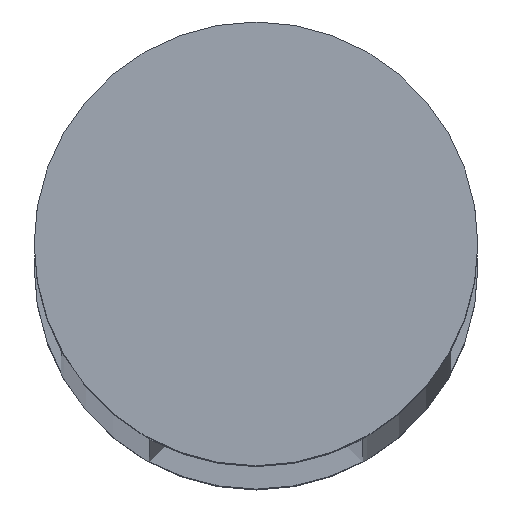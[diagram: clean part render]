
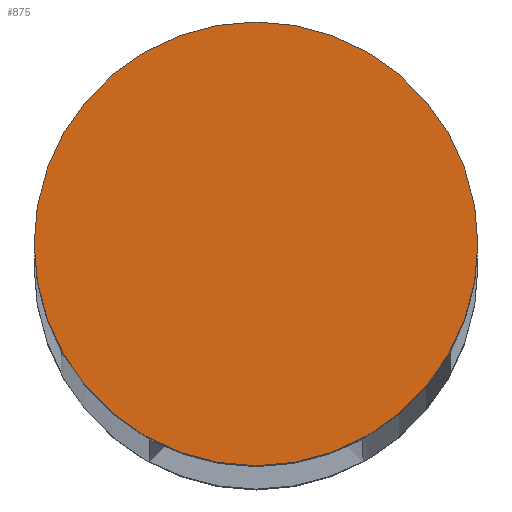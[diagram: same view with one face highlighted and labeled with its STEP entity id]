
A CAD part, top view. The second image highlights one B-rep face of the part: STEP entity #875.
In plain terms, the highlighted planar face has unit normal (0, 0, 1).
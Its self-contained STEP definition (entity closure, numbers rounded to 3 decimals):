
#31 = AXIS2_PLACEMENT_3D ( 'NONE', #556, #399, #47 ) ;
#47 = DIRECTION ( 'NONE',  ( -1., 0., 0. ) ) ;
#115 = ORIENTED_EDGE ( 'NONE', *, *, #748, .F. ) ;
#145 = CARTESIAN_POINT ( 'NONE',  ( 0., 0., 94. ) ) ;
#282 = ORIENTED_EDGE ( 'NONE', *, *, #300, .F. ) ;
#300 = EDGE_CURVE ( 'NONE', #369, #531, #753, .T. ) ;
#318 = CIRCLE ( 'NONE', #368, 3. ) ;
#338 = DIRECTION ( 'NONE',  ( -1., 0., 0. ) ) ;
#368 = AXIS2_PLACEMENT_3D ( 'NONE', #535, #416, #338 ) ;
#369 = VERTEX_POINT ( 'NONE', #404 ) ;
#399 = DIRECTION ( 'NONE',  ( 0., 0., -1. ) ) ;
#404 = CARTESIAN_POINT ( 'NONE',  ( -3., 0., 94. ) ) ;
#416 = DIRECTION ( 'NONE',  ( 0., 0., -1. ) ) ;
#424 = FACE_OUTER_BOUND ( 'NONE', #872, .T. ) ;
#497 = CARTESIAN_POINT ( 'NONE',  ( 3., 0., 94. ) ) ;
#531 = VERTEX_POINT ( 'NONE', #497 ) ;
#535 = CARTESIAN_POINT ( 'NONE',  ( 0., 0., 94. ) ) ;
#556 = CARTESIAN_POINT ( 'NONE',  ( 0., 0., 94. ) ) ;
#718 = PLANE ( 'NONE',  #870 ) ;
#748 = EDGE_CURVE ( 'NONE', #531, #369, #318, .T. ) ;
#753 = CIRCLE ( 'NONE', #31, 3. ) ;
#776 = DIRECTION ( 'NONE',  ( -1., 0., 0. ) ) ;
#870 = AXIS2_PLACEMENT_3D ( 'NONE', #145, #874, #776 ) ;
#872 = EDGE_LOOP ( 'NONE', ( #282, #115 ) ) ;
#874 = DIRECTION ( 'NONE',  ( 0., 0., -1. ) ) ;
#875 = ADVANCED_FACE ( 'NONE', ( #424 ), #718, .F. ) ;
